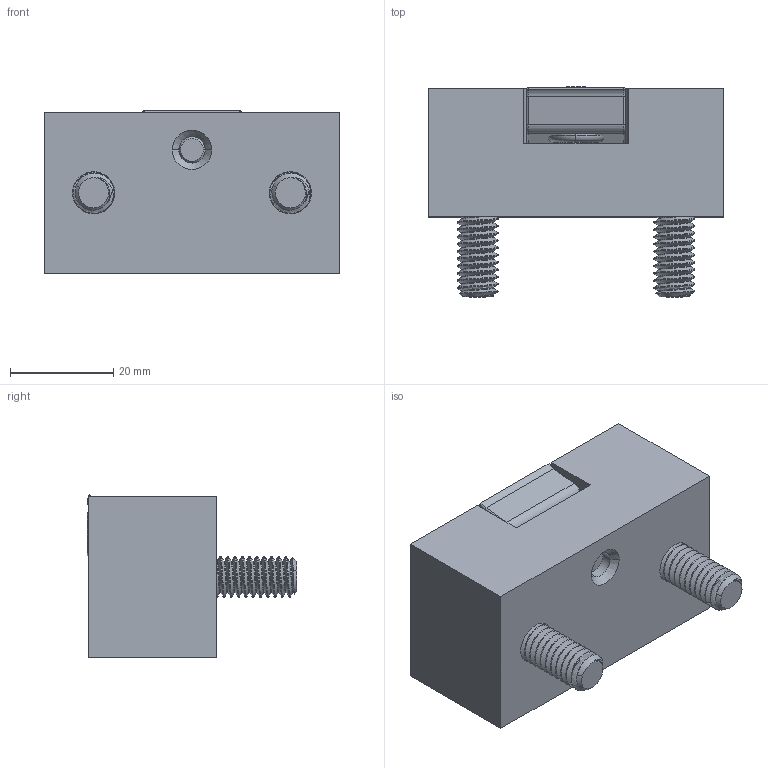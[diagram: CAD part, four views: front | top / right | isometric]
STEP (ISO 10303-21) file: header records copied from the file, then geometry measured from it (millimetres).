
FILE_DESCRIPTION (( 'STEP AP214' ), '1' );
FILE_NAME ('26220.STEP', '2015-03-23T18:33:32', ( '' ), ( '' ), 'SwSTEP 2.0', 'SolidWorks 2015', '' );
FILE_SCHEMA (( 'AUTOMOTIVE_DESIGN' ));
Length unit declared in the file: inch
Products named in the file (6): 26220; 262201_262201; 260501_260501; 108 O-RING_108 O-RING; 142058 SHCS_142058 SHCS; 610001_610001
Assembly tree (6 placements, depth 2):
  26220
    262201_262201
    260501_260501
    108 O-RING_108 O-RING
    142058 SHCS_142058 SHCS
    610001_610001  x2
Bounding box: 57.15 x 40.64 x 31.56 mm (x, y, z)
Volume: 42629.5 mm3; surface area: 15989.3 mm2
Topology: 6 solids, 6 shells, 433 faces, 1132 edges, 717 vertices
Faces by surface type: cylinder 279, plane 57, cone 46, bspline 31, torus 20
Entity records: 15019 total; most frequent: CARTESIAN_POINT 7913, ORIENTED_EDGE 1614, DIRECTION 1197, EDGE_CURVE 807, VERTEX_POINT 506, AXIS2_PLACEMENT_3D 460, EDGE_LOOP 329, ADVANCED_FACE 315
